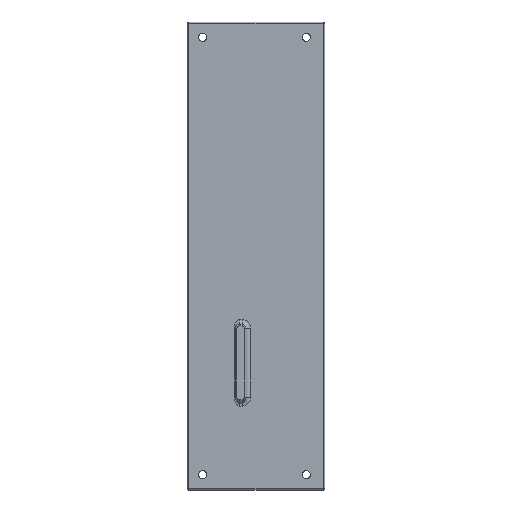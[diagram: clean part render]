
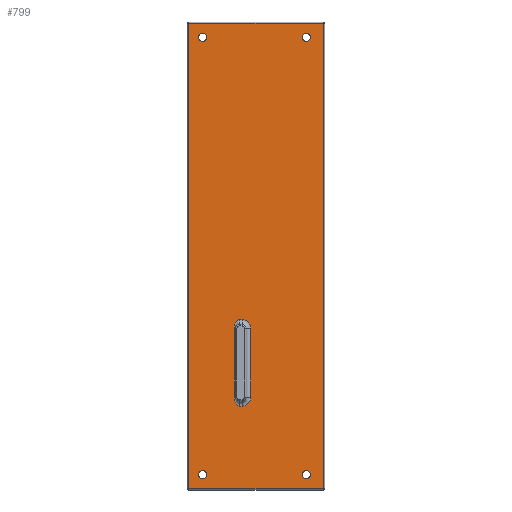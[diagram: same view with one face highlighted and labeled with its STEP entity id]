
A CAD part, front view. The second image highlights one B-rep face of the part: STEP entity #799.
In plain terms, the highlighted planar face has unit normal (0, -1, 0).
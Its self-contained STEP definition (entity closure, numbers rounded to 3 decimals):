
#23=FACE_BOUND('',#256,.T.);
#24=FACE_BOUND('',#257,.T.);
#25=FACE_BOUND('',#258,.T.);
#26=FACE_BOUND('',#259,.T.);
#27=FACE_BOUND('',#260,.T.);
#32=B_SPLINE_CURVE_WITH_KNOTS('',3,(#1337,#1338,#1339,#1340,#1341,#1342,
#1343,#1344,#1345,#1346,#1347,#1348),.UNSPECIFIED.,.F.,.F.,(4,1,1,1,1,1,
1,1,1,4),(-1.,-0.857,-0.714,-0.571,
-0.429,-0.357,-0.286,-0.143,
-0.071,0.),.UNSPECIFIED.);
#33=B_SPLINE_CURVE_WITH_KNOTS('',3,(#1352,#1353,#1354,#1355,#1356,#1357,
#1358,#1359,#1360,#1361),.UNSPECIFIED.,.F.,.F.,(4,1,1,1,1,1,1,4),(-1.,-0.893,
-0.857,-0.714,-0.571,-0.286,
-0.143,0.),.UNSPECIFIED.);
#37=PLANE('',#892);
#48=LINE('',#1257,#100);
#52=LINE('',#1284,#104);
#68=LINE('',#1329,#120);
#70=LINE('',#1332,#122);
#71=LINE('',#1350,#123);
#72=LINE('',#1363,#124);
#73=LINE('',#1367,#125);
#74=LINE('',#1370,#126);
#100=VECTOR('',#981,10.);
#104=VECTOR('',#1013,10.);
#120=VECTOR('',#1069,10.);
#122=VECTOR('',#1073,10.);
#123=VECTOR('',#1078,10.);
#124=VECTOR('',#1079,10.);
#125=VECTOR('',#1082,10.);
#126=VECTOR('',#1085,10.);
#200=FACE_OUTER_BOUND('',#255,.T.);
#255=EDGE_LOOP('',(#614,#615,#616,#617));
#256=EDGE_LOOP('',(#618,#619,#620,#621,#622,#623,#624,#625));
#257=EDGE_LOOP('',(#626));
#258=EDGE_LOOP('',(#627));
#259=EDGE_LOOP('',(#628));
#260=EDGE_LOOP('',(#629));
#322=CIRCLE('',#893,3.5);
#323=CIRCLE('',#894,3.5);
#324=CIRCLE('',#895,1.625);
#325=CIRCLE('',#896,1.625);
#326=CIRCLE('',#897,1.625);
#327=CIRCLE('',#898,1.625);
#360=VERTEX_POINT('',#1245);
#363=VERTEX_POINT('',#1252);
#366=VERTEX_POINT('',#1262);
#370=VERTEX_POINT('',#1276);
#382=VERTEX_POINT('',#1335);
#383=VERTEX_POINT('',#1336);
#384=VERTEX_POINT('',#1349);
#385=VERTEX_POINT('',#1351);
#386=VERTEX_POINT('',#1362);
#387=VERTEX_POINT('',#1364);
#388=VERTEX_POINT('',#1366);
#389=VERTEX_POINT('',#1368);
#390=VERTEX_POINT('',#1371);
#391=VERTEX_POINT('',#1373);
#392=VERTEX_POINT('',#1375);
#393=VERTEX_POINT('',#1377);
#429=EDGE_CURVE('',#360,#363,#48,.T.);
#442=EDGE_CURVE('',#370,#366,#52,.T.);
#467=EDGE_CURVE('',#363,#370,#68,.T.);
#469=EDGE_CURVE('',#366,#360,#70,.T.);
#470=EDGE_CURVE('',#382,#383,#32,.T.);
#471=EDGE_CURVE('',#384,#382,#71,.T.);
#472=EDGE_CURVE('',#385,#384,#33,.T.);
#473=EDGE_CURVE('',#386,#385,#72,.T.);
#474=EDGE_CURVE('',#387,#386,#322,.T.);
#475=EDGE_CURVE('',#388,#387,#73,.T.);
#476=EDGE_CURVE('',#389,#388,#323,.T.);
#477=EDGE_CURVE('',#383,#389,#74,.T.);
#478=EDGE_CURVE('',#390,#390,#324,.T.);
#479=EDGE_CURVE('',#391,#391,#325,.T.);
#480=EDGE_CURVE('',#392,#392,#326,.T.);
#481=EDGE_CURVE('',#393,#393,#327,.T.);
#614=ORIENTED_EDGE('',*,*,#442,.F.);
#615=ORIENTED_EDGE('',*,*,#467,.F.);
#616=ORIENTED_EDGE('',*,*,#429,.F.);
#617=ORIENTED_EDGE('',*,*,#469,.F.);
#618=ORIENTED_EDGE('',*,*,#470,.F.);
#619=ORIENTED_EDGE('',*,*,#471,.F.);
#620=ORIENTED_EDGE('',*,*,#472,.F.);
#621=ORIENTED_EDGE('',*,*,#473,.F.);
#622=ORIENTED_EDGE('',*,*,#474,.F.);
#623=ORIENTED_EDGE('',*,*,#475,.F.);
#624=ORIENTED_EDGE('',*,*,#476,.F.);
#625=ORIENTED_EDGE('',*,*,#477,.F.);
#626=ORIENTED_EDGE('',*,*,#478,.F.);
#627=ORIENTED_EDGE('',*,*,#479,.F.);
#628=ORIENTED_EDGE('',*,*,#480,.F.);
#629=ORIENTED_EDGE('',*,*,#481,.F.);
#799=ADVANCED_FACE('',(#200,#23,#24,#25,#26,#27),#37,.F.);
#892=AXIS2_PLACEMENT_3D('',#1334,#1076,#1077);
#893=AXIS2_PLACEMENT_3D('',#1365,#1080,#1081);
#894=AXIS2_PLACEMENT_3D('',#1369,#1083,#1084);
#895=AXIS2_PLACEMENT_3D('',#1372,#1086,#1087);
#896=AXIS2_PLACEMENT_3D('',#1374,#1088,#1089);
#897=AXIS2_PLACEMENT_3D('',#1376,#1090,#1091);
#898=AXIS2_PLACEMENT_3D('',#1378,#1092,#1093);
#981=DIRECTION('',(0.,0.,-1.));
#1013=DIRECTION('',(0.,0.,1.));
#1069=DIRECTION('',(-1.,0.,0.));
#1073=DIRECTION('',(1.,0.,0.));
#1076=DIRECTION('center_axis',(0.,1.,0.));
#1077=DIRECTION('ref_axis',(1.,0.,0.));
#1078=DIRECTION('',(0.,0.,-1.));
#1079=DIRECTION('',(-1.,0.,0.));
#1080=DIRECTION('center_axis',(0.,-1.,0.));
#1081=DIRECTION('ref_axis',(0.707,0.,0.707));
#1082=DIRECTION('',(0.,0.,1.));
#1083=DIRECTION('center_axis',(0.,-1.,0.));
#1084=DIRECTION('ref_axis',(0.707,0.,-0.707));
#1085=DIRECTION('',(1.,0.,0.));
#1086=DIRECTION('center_axis',(0.,-1.,0.));
#1087=DIRECTION('ref_axis',(1.,0.,0.));
#1088=DIRECTION('center_axis',(0.,-1.,0.));
#1089=DIRECTION('ref_axis',(1.,0.,0.));
#1090=DIRECTION('center_axis',(0.,-1.,0.));
#1091=DIRECTION('ref_axis',(1.,0.,0.));
#1092=DIRECTION('center_axis',(0.,-1.,0.));
#1093=DIRECTION('ref_axis',(1.,0.,0.));
#1245=CARTESIAN_POINT('',(53.5,0.,-0.5));
#1252=CARTESIAN_POINT('',(53.5,0.,-183.5));
#1257=CARTESIAN_POINT('',(53.5,0.,-46.));
#1262=CARTESIAN_POINT('',(0.5,0.,-0.5));
#1276=CARTESIAN_POINT('',(0.5,0.,-183.5));
#1284=CARTESIAN_POINT('',(0.5,0.,-138.));
#1329=CARTESIAN_POINT('',(40.5,0.,-183.5));
#1332=CARTESIAN_POINT('',(13.5,0.,-0.5));
#1334=CARTESIAN_POINT('Origin',(27.,0.,-92.));
#1335=CARTESIAN_POINT('',(18.5,0.,-147.5));
#1336=CARTESIAN_POINT('',(20.5,0.,-151.));
#1337=CARTESIAN_POINT('Ctrl Pts',(18.5,0.,-147.5));
#1338=CARTESIAN_POINT('Ctrl Pts',(18.5,0.,-147.705));
#1339=CARTESIAN_POINT('Ctrl Pts',(18.504,0.,-148.141));
#1340=CARTESIAN_POINT('Ctrl Pts',(18.606,0.,-148.83));
#1341=CARTESIAN_POINT('Ctrl Pts',(18.817,0.,-149.494));
#1342=CARTESIAN_POINT('Ctrl Pts',(19.065,0.,-149.985));
#1343=CARTESIAN_POINT('Ctrl Pts',(19.298,0.,-150.323));
#1344=CARTESIAN_POINT('Ctrl Pts',(19.554,0.,-150.62));
#1345=CARTESIAN_POINT('Ctrl Pts',(19.85,0.,-150.847));
#1346=CARTESIAN_POINT('Ctrl Pts',(20.202,0.,-150.976));
#1347=CARTESIAN_POINT('Ctrl Pts',(20.398,0.,-151.));
#1348=CARTESIAN_POINT('Ctrl Pts',(20.5,0.,-151.));
#1349=CARTESIAN_POINT('',(18.5,0.,-120.5));
#1350=CARTESIAN_POINT('',(18.5,0.,-105.5));
#1351=CARTESIAN_POINT('',(20.5,0.,-117.));
#1352=CARTESIAN_POINT('Ctrl Pts',(20.5,0.,-117.));
#1353=CARTESIAN_POINT('Ctrl Pts',(20.346,0.,-117.));
#1354=CARTESIAN_POINT('Ctrl Pts',(20.155,0.,-117.036));
#1355=CARTESIAN_POINT('Ctrl Pts',(19.813,0.,-117.181));
#1356=CARTESIAN_POINT('Ctrl Pts',(19.48,0.,-117.437));
#1357=CARTESIAN_POINT('Ctrl Pts',(18.994,0.,-118.076));
#1358=CARTESIAN_POINT('Ctrl Pts',(18.639,0.,-118.939));
#1359=CARTESIAN_POINT('Ctrl Pts',(18.504,0.,-119.859));
#1360=CARTESIAN_POINT('Ctrl Pts',(18.5,0.,-120.295));
#1361=CARTESIAN_POINT('Ctrl Pts',(18.5,0.,-120.5));
#1362=CARTESIAN_POINT('',(21.5,0.,-117.));
#1363=CARTESIAN_POINT('',(25.,0.,-117.));
#1364=CARTESIAN_POINT('',(25.,0.,-120.5));
#1365=CARTESIAN_POINT('Origin',(21.5,0.,-120.5));
#1366=CARTESIAN_POINT('',(25.,0.,-147.5));
#1367=CARTESIAN_POINT('',(25.,0.,-120.5));
#1368=CARTESIAN_POINT('',(21.5,0.,-151.));
#1369=CARTESIAN_POINT('Origin',(21.5,0.,-147.5));
#1370=CARTESIAN_POINT('',(23.,0.,-151.));
#1371=CARTESIAN_POINT('',(4.375,0.,-178.));
#1372=CARTESIAN_POINT('Origin',(6.,0.,-178.));
#1373=CARTESIAN_POINT('',(45.125,0.,-6.));
#1374=CARTESIAN_POINT('Origin',(46.75,0.,-6.));
#1375=CARTESIAN_POINT('',(4.375,0.,-6.));
#1376=CARTESIAN_POINT('Origin',(6.,0.,-6.));
#1377=CARTESIAN_POINT('',(45.125,0.,-178.));
#1378=CARTESIAN_POINT('Origin',(46.75,0.,-178.));
